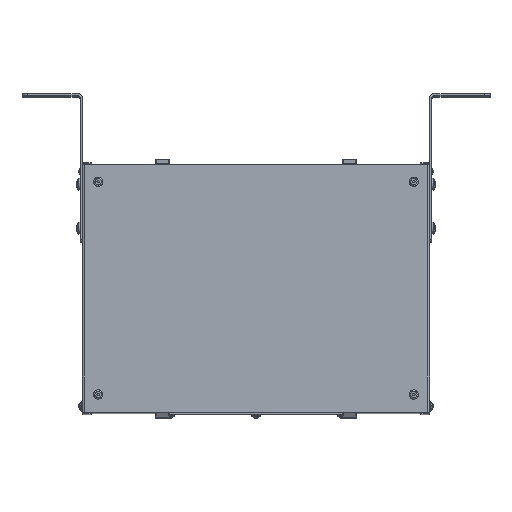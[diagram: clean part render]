
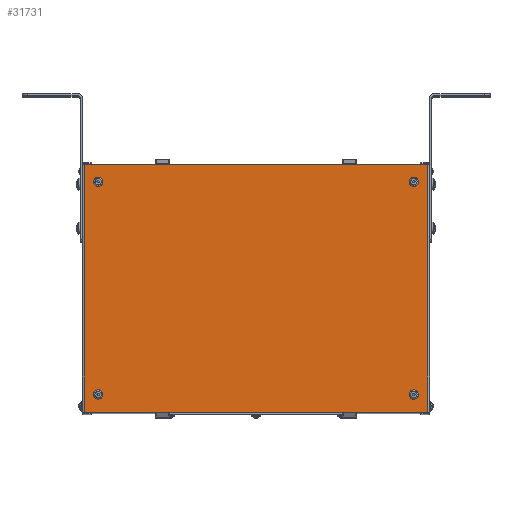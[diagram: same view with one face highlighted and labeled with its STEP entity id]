
A CAD part, top view. The second image highlights one B-rep face of the part: STEP entity #31731.
In plain terms, the highlighted planar face has unit normal (0, 0, 1).
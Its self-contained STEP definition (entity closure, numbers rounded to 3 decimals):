
#1287=CARTESIAN_POINT('Line Origine',(-313.95,0.75,373.)) ;
#1291=CARTESIAN_POINT('Vertex',(-313.95,113.5,373.)) ;
#1293=CARTESIAN_POINT('Vertex',(-313.95,-112.,373.)) ;
#1318=CARTESIAN_POINT('Line Origine',(-1.55,0.75,373.)) ;
#1322=CARTESIAN_POINT('Vertex',(-1.55,-112.,373.)) ;
#1324=CARTESIAN_POINT('Vertex',(-1.55,113.5,373.)) ;
#5561=CARTESIAN_POINT('Vertex',(-299.212,93.77,373.)) ;
#5577=CARTESIAN_POINT('Vertex',(-303.288,101.23,373.)) ;
#5580=CARTESIAN_POINT('Axis2P3D Location',(-301.25,97.5,373.)) ;
#5597=CARTESIAN_POINT('Axis2P3D Location',(-301.25,97.5,373.)) ;
#5618=CARTESIAN_POINT('Vertex',(-303.288,-92.27,373.)) ;
#5634=CARTESIAN_POINT('Vertex',(-299.212,-99.73,373.)) ;
#5637=CARTESIAN_POINT('Axis2P3D Location',(-301.25,-96.,373.)) ;
#5654=CARTESIAN_POINT('Axis2P3D Location',(-301.25,-96.,373.)) ;
#5675=CARTESIAN_POINT('Vertex',(-16.288,-92.27,373.)) ;
#5691=CARTESIAN_POINT('Vertex',(-12.212,-99.73,373.)) ;
#5694=CARTESIAN_POINT('Axis2P3D Location',(-14.25,-96.,373.)) ;
#5711=CARTESIAN_POINT('Axis2P3D Location',(-14.25,-96.,373.)) ;
#5732=CARTESIAN_POINT('Vertex',(-12.212,93.77,373.)) ;
#5748=CARTESIAN_POINT('Vertex',(-16.288,101.23,373.)) ;
#5751=CARTESIAN_POINT('Axis2P3D Location',(-14.25,97.5,373.)) ;
#5768=CARTESIAN_POINT('Axis2P3D Location',(-14.25,97.5,373.)) ;
#31534=CARTESIAN_POINT('Line Origine',(-157.75,113.5,373.)) ;
#31598=CARTESIAN_POINT('Line Origine',(-157.75,-112.,373.)) ;
#31704=CARTESIAN_POINT('Axis2P3D Location',(-313.95,0.75,373.)) ;
#1289=VECTOR('Line Direction',#1288,1.) ;
#1320=VECTOR('Line Direction',#1319,1.) ;
#31536=VECTOR('Line Direction',#31535,1.) ;
#31600=VECTOR('Line Direction',#31599,1.) ;
#1288=DIRECTION('Vector Direction',(0.,-1.,0.)) ;
#1319=DIRECTION('Vector Direction',(0.,1.,0.)) ;
#5581=DIRECTION('Axis2P3D Direction',(0.,0.,1.)) ;
#5598=DIRECTION('Axis2P3D Direction',(0.,0.,1.)) ;
#5638=DIRECTION('Axis2P3D Direction',(-0.,0.,1.)) ;
#5655=DIRECTION('Axis2P3D Direction',(-0.,0.,1.)) ;
#5695=DIRECTION('Axis2P3D Direction',(-0.,0.,1.)) ;
#5712=DIRECTION('Axis2P3D Direction',(-0.,0.,1.)) ;
#5752=DIRECTION('Axis2P3D Direction',(0.,0.,1.)) ;
#5769=DIRECTION('Axis2P3D Direction',(0.,0.,1.)) ;
#31535=DIRECTION('Vector Direction',(-1.,0.,0.)) ;
#31599=DIRECTION('Vector Direction',(-1.,0.,0.)) ;
#31705=DIRECTION('Axis2P3D Direction',(0.,-0.,-1.)) ;
#31706=DIRECTION('Axis2P3D XDirection',(1.,0.,0.)) ;
#5582=AXIS2_PLACEMENT_3D('Circle Axis2P3D',#5580,#5581,$) ;
#5599=AXIS2_PLACEMENT_3D('Circle Axis2P3D',#5597,#5598,$) ;
#5639=AXIS2_PLACEMENT_3D('Circle Axis2P3D',#5637,#5638,$) ;
#5656=AXIS2_PLACEMENT_3D('Circle Axis2P3D',#5654,#5655,$) ;
#5696=AXIS2_PLACEMENT_3D('Circle Axis2P3D',#5694,#5695,$) ;
#5713=AXIS2_PLACEMENT_3D('Circle Axis2P3D',#5711,#5712,$) ;
#5753=AXIS2_PLACEMENT_3D('Circle Axis2P3D',#5751,#5752,$) ;
#5770=AXIS2_PLACEMENT_3D('Circle Axis2P3D',#5768,#5769,$) ;
#31707=AXIS2_PLACEMENT_3D('Plane Axis2P3D',#31704,#31705,#31706) ;
#1290=LINE('Line',#1287,#1289) ;
#1321=LINE('Line',#1318,#1320) ;
#31537=LINE('Line',#31534,#31536) ;
#31601=LINE('Line',#31598,#31600) ;
#5583=CIRCLE('generated circle',#5582,4.25) ;
#5600=CIRCLE('generated circle',#5599,4.25) ;
#5640=CIRCLE('generated circle',#5639,4.25) ;
#5657=CIRCLE('generated circle',#5656,4.25) ;
#5697=CIRCLE('generated circle',#5696,4.25) ;
#5714=CIRCLE('generated circle',#5713,4.25) ;
#5754=CIRCLE('generated circle',#5753,4.25) ;
#5771=CIRCLE('generated circle',#5770,4.25) ;
#31708=PLANE('',#31707) ;
#31718=FACE_BOUND('',#31715,.T.) ;
#31722=FACE_BOUND('',#31719,.T.) ;
#31726=FACE_BOUND('',#31723,.T.) ;
#31730=FACE_BOUND('',#31727,.T.) ;
#1295=EDGE_CURVE('',#1292,#1294,#1290,.T.) ;
#1326=EDGE_CURVE('',#1323,#1325,#1321,.T.) ;
#5584=EDGE_CURVE('',#5578,#5562,#5583,.T.) ;
#5601=EDGE_CURVE('',#5562,#5578,#5600,.T.) ;
#5641=EDGE_CURVE('',#5635,#5619,#5640,.T.) ;
#5658=EDGE_CURVE('',#5619,#5635,#5657,.T.) ;
#5698=EDGE_CURVE('',#5692,#5676,#5697,.T.) ;
#5715=EDGE_CURVE('',#5676,#5692,#5714,.T.) ;
#5755=EDGE_CURVE('',#5749,#5733,#5754,.T.) ;
#5772=EDGE_CURVE('',#5733,#5749,#5771,.T.) ;
#31538=EDGE_CURVE('',#1325,#1292,#31537,.T.) ;
#31602=EDGE_CURVE('',#1323,#1294,#31601,.T.) ;
#31710=ORIENTED_EDGE('',*,*,#1295,.T.) ;
#31711=ORIENTED_EDGE('',*,*,#31602,.F.) ;
#31712=ORIENTED_EDGE('',*,*,#1326,.T.) ;
#31713=ORIENTED_EDGE('',*,*,#31538,.T.) ;
#31716=ORIENTED_EDGE('',*,*,#5641,.F.) ;
#31717=ORIENTED_EDGE('',*,*,#5658,.F.) ;
#31720=ORIENTED_EDGE('',*,*,#5601,.F.) ;
#31721=ORIENTED_EDGE('',*,*,#5584,.F.) ;
#31724=ORIENTED_EDGE('',*,*,#5772,.F.) ;
#31725=ORIENTED_EDGE('',*,*,#5755,.F.) ;
#31728=ORIENTED_EDGE('',*,*,#5715,.F.) ;
#31729=ORIENTED_EDGE('',*,*,#5698,.F.) ;
#31709=EDGE_LOOP('',(#31710,#31711,#31712,#31713)) ;
#31715=EDGE_LOOP('',(#31716,#31717)) ;
#31719=EDGE_LOOP('',(#31720,#31721)) ;
#31723=EDGE_LOOP('',(#31724,#31725)) ;
#31727=EDGE_LOOP('',(#31728,#31729)) ;
#1292=VERTEX_POINT('',#1291) ;
#1294=VERTEX_POINT('',#1293) ;
#1323=VERTEX_POINT('',#1322) ;
#1325=VERTEX_POINT('',#1324) ;
#5562=VERTEX_POINT('',#5561) ;
#5578=VERTEX_POINT('',#5577) ;
#5619=VERTEX_POINT('',#5618) ;
#5635=VERTEX_POINT('',#5634) ;
#5676=VERTEX_POINT('',#5675) ;
#5692=VERTEX_POINT('',#5691) ;
#5733=VERTEX_POINT('',#5732) ;
#5749=VERTEX_POINT('',#5748) ;
#31731=ADVANCED_FACE('PartBody',(#31714,#31718,#31722,#31726,#31730),#31708,.F.) ;
#31714=FACE_OUTER_BOUND('',#31709,.T.) ;
